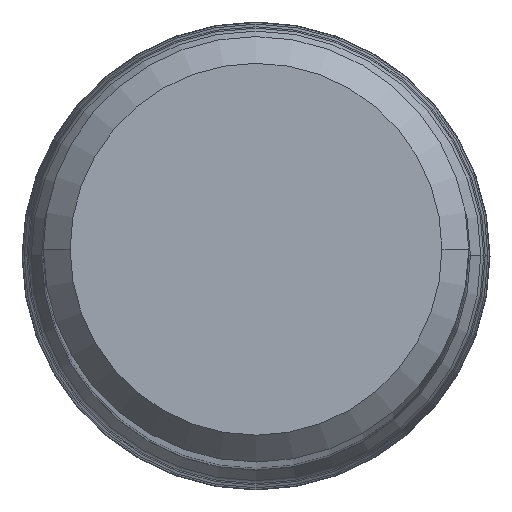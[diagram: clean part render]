
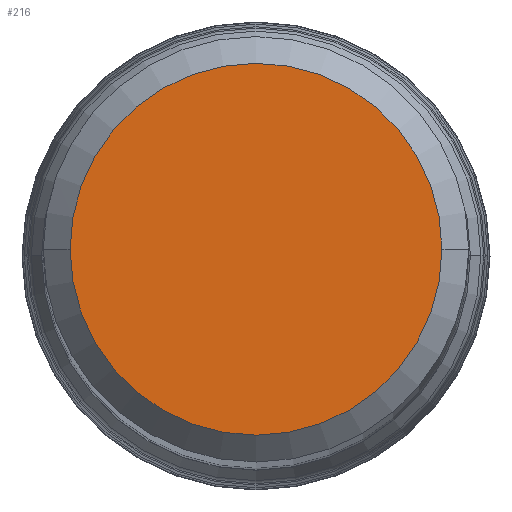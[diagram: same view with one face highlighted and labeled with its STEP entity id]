
A CAD part, top view. The second image highlights one B-rep face of the part: STEP entity #216.
In plain terms, the highlighted planar face has unit normal (0, 0, 1).
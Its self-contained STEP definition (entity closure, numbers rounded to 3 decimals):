
#50=PLANE('',#1807);
#216=ADVANCED_FACE('',(#334),#50,.F.);
#334=FACE_OUTER_BOUND('',#428,.T.);
#428=EDGE_LOOP('',(#810,#811));
#810=ORIENTED_EDGE('',*,*,#1132,.F.);
#811=ORIENTED_EDGE('',*,*,#1131,.F.);
#936=VERTEX_POINT('',#3450);
#937=VERTEX_POINT('',#3455);
#1131=EDGE_CURVE('',#937,#936,#1344,.T.);
#1132=EDGE_CURVE('',#936,#937,#1345,.T.);
#1344=CIRCLE('',#1804,6.937);
#1345=CIRCLE('',#1806,6.937);
#1804=AXIS2_PLACEMENT_3D('',#3456,#2281,#2282);
#1806=AXIS2_PLACEMENT_3D('',#3458,#2285,#2286);
#1807=AXIS2_PLACEMENT_3D('',#3459,#2287,#2288);
#2281=DIRECTION('',(0.,0.,-1.));
#2282=DIRECTION('',(-1.,-0.001,0.));
#2285=DIRECTION('',(0.,0.,-1.));
#2286=DIRECTION('',(1.,0.001,0.));
#2287=DIRECTION('',(0.,0.,-1.));
#2288=DIRECTION('',(-1.,-0.001,0.));
#3450=CARTESIAN_POINT('',(6.937,0.007,0.));
#3455=CARTESIAN_POINT('',(-6.937,-0.007,0.));
#3456=CARTESIAN_POINT('',(0.,0.,0.));
#3458=CARTESIAN_POINT('',(0.,0.,0.));
#3459=CARTESIAN_POINT('',(0.,0.,0.));
